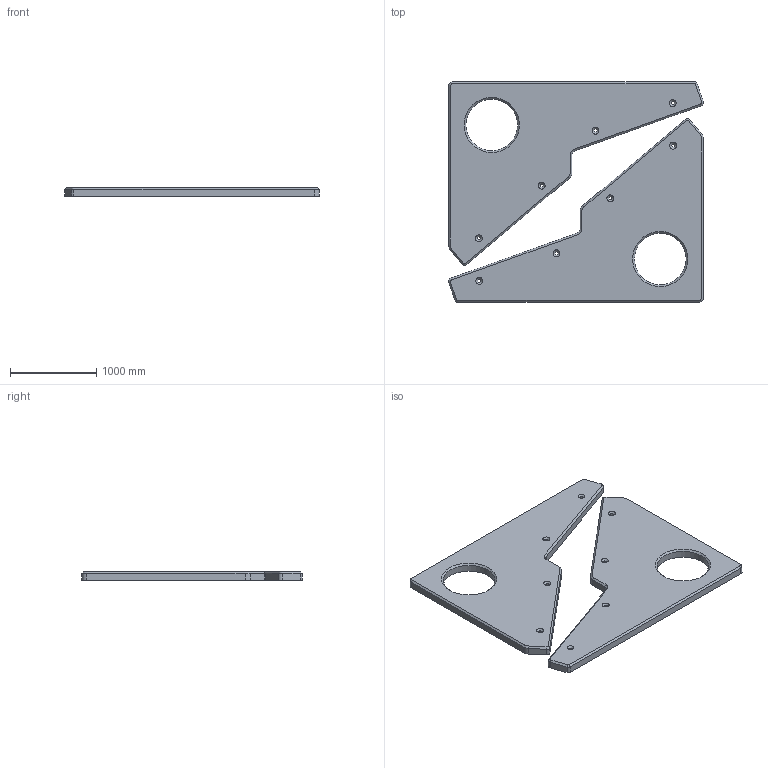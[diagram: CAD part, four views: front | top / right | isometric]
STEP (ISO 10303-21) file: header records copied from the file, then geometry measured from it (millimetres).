
FILE_DESCRIPTION(('FreeCAD Model'),'2;1');
FILE_NAME('Open CASCADE Shape Model','2025-03-27T16:23:53',('Author'),( ''),'Open CASCADE STEP processor 7.5','FreeCAD','Unknown');
FILE_SCHEMA(('AUTOMOTIVE_DESIGN { 1 0 10303 214 1 1 1 1 }'));
Length unit declared in the file: millimetre
Products named in the file (3): stand; Body001; Body002
Assembly tree (2 placements, depth 2):
  stand
    Body001
    Body002
Bounding box: 2953.36 x 2553.41 x 100 mm (x, y, z)
Volume: 576907022.8 mm3; surface area: 13611457.5 mm2
Topology: 2 solids, 2 shells, 80 faces, 190 edges, 114 vertices
Faces by surface type: plane 32, cylinder 24, cone 24
Full cylindrical faces by diameter (mm): 40 x8, 600 x2
Entity records: 4864 total; most frequent: DIRECTION 806, CARTESIAN_POINT 779, LINE 450, VECTOR 450, ORIENTED_EDGE 380, PCURVE 380, DEFINITIONAL_REPRESENTATION 380, EDGE_CURVE 190
